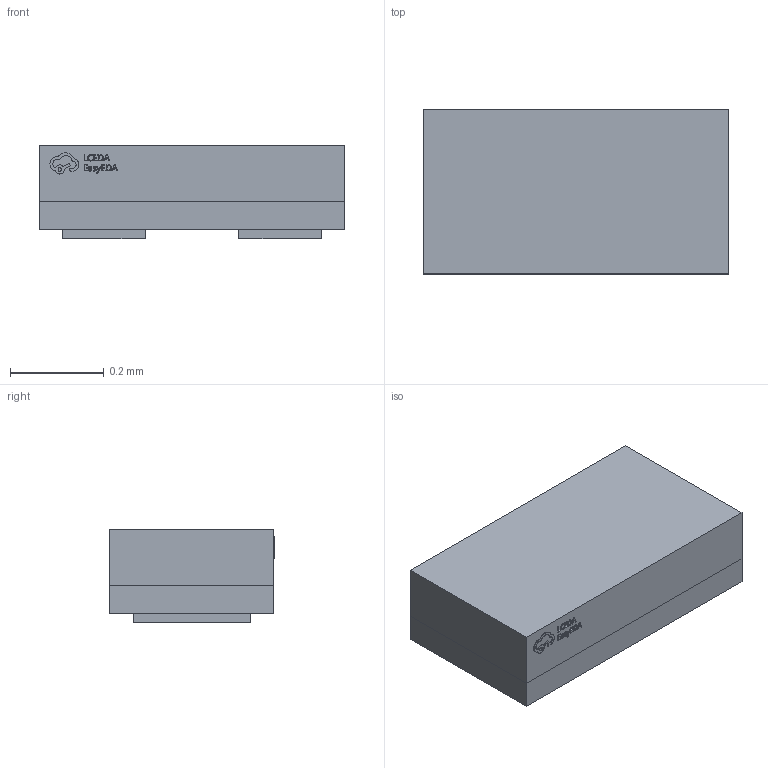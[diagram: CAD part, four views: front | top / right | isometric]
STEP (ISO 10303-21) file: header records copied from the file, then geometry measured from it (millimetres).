
FILE_DESCRIPTION (( 'STEP AP214' ), '1' );
FILE_NAME ('LED-SMD_L0.7-W0.4-RD_GREEN-1.STEP', '2022-08-03T00:41:18', ( 'PC' ), ( 'Microsoft' ), 'SwSTEP 2.0', 'SolidWorks 2020', '' );
FILE_SCHEMA (( 'AUTOMOTIVE_DESIGN' ));
Length unit declared in the file: millimetre
Products named in the file (1): LED-SMD_L0.7-W0.4-RD_GREEN-1
Bounding box: 0.65 x 0.35 x 0.2 mm (x, y, z)
Volume: 0 mm3; surface area: 1.3 mm2
Topology: 2 solids, 2 shells, 251 faces, 675 edges, 450 vertices
Faces by surface type: plane 153, bspline 98
Entity records: 11105 total; most frequent: CARTESIAN_POINT 2683, ORIENTED_EDGE 1350, DIRECTION 783, EDGE_CURVE 675, LINE 475, VECTOR 475, VERTEX_POINT 450, EDGE_LOOP 273
